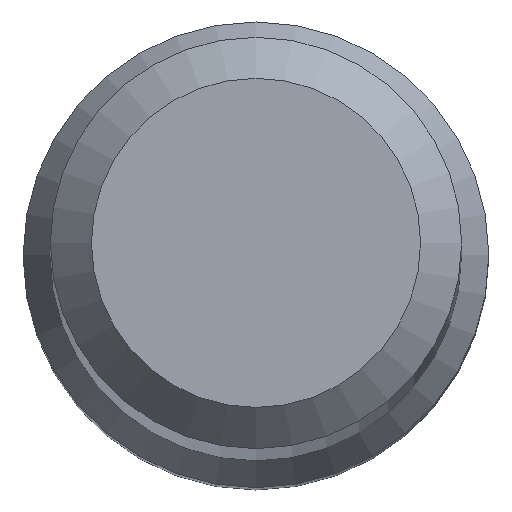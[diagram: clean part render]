
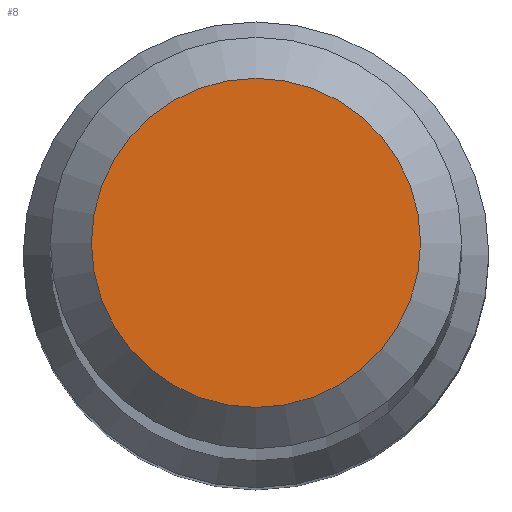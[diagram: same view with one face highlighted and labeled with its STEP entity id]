
A CAD part, top view. The second image highlights one B-rep face of the part: STEP entity #8.
In plain terms, the highlighted planar face has unit normal (0, 0, 1).
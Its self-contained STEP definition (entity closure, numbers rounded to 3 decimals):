
#8 = ADVANCED_FACE ( 'NONE', ( #233 ), #128, .T. ) ;
#9 = EDGE_LOOP ( 'NONE', ( #100 ) ) ;
#49 = CARTESIAN_POINT ( 'NONE',  ( 0., 0., 80. ) ) ;
#75 = EDGE_CURVE ( 'NONE', #203, #203, #225, .T. ) ;
#86 = DIRECTION ( 'NONE',  ( 0., 1., 0. ) ) ;
#87 = CARTESIAN_POINT ( 'NONE',  ( 0., 1.6, 80. ) ) ;
#100 = ORIENTED_EDGE ( 'NONE', *, *, #75, .F. ) ;
#128 = PLANE ( 'NONE',  #160 ) ;
#140 = DIRECTION ( 'NONE',  ( 0., -1., 0. ) ) ;
#160 = AXIS2_PLACEMENT_3D ( 'NONE', #235, #229, #140 ) ;
#203 = VERTEX_POINT ( 'NONE', #87 ) ;
#210 = AXIS2_PLACEMENT_3D ( 'NONE', #49, #211, #86 ) ;
#211 = DIRECTION ( 'NONE',  ( 0., 0., -1. ) ) ;
#225 = CIRCLE ( 'NONE', #210, 1.6 ) ;
#229 = DIRECTION ( 'NONE',  ( 0., 0., 1. ) ) ;
#233 = FACE_OUTER_BOUND ( 'NONE', #9, .T. ) ;
#235 = CARTESIAN_POINT ( 'NONE',  ( 0., 0., 80. ) ) ;
